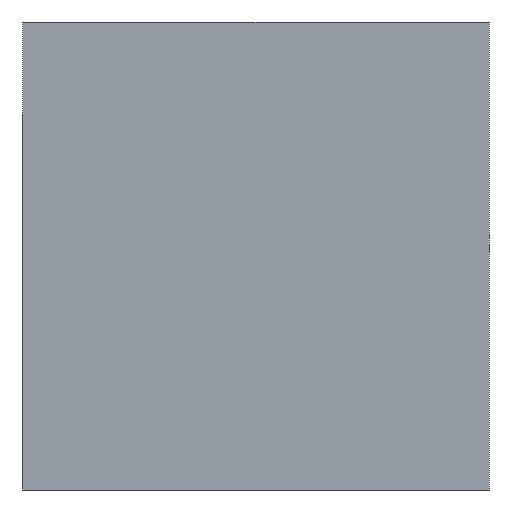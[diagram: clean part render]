
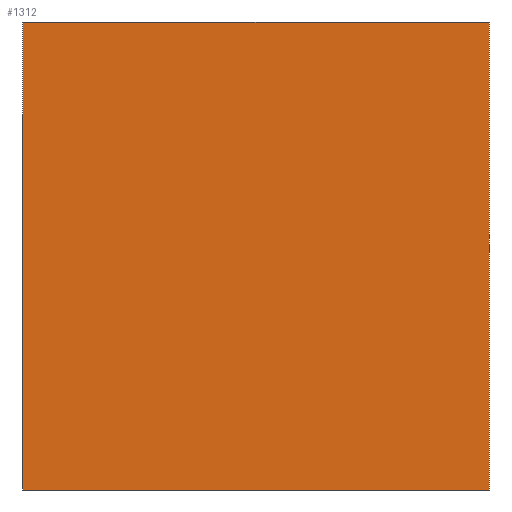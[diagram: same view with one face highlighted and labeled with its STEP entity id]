
A CAD part, front view. The second image highlights one B-rep face of the part: STEP entity #1312.
In plain terms, the highlighted planar face has unit normal (0, -1, 0).
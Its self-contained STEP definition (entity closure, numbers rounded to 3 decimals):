
#82=FACE_OUTER_BOUND('',#150,.T.);
#150=EDGE_LOOP('',(#1047,#1048,#1049,#1050));
#198=LINE('',#1967,#332);
#222=LINE('',#2047,#356);
#227=LINE('',#2058,#361);
#274=LINE('',#2181,#408);
#332=VECTOR('',#1553,10.);
#356=VECTOR('',#1615,10.);
#361=VECTOR('',#1624,10.);
#408=VECTOR('',#1761,10.);
#546=VERTEX_POINT('',#1965);
#547=VERTEX_POINT('',#1966);
#583=VERTEX_POINT('',#2043);
#588=VERTEX_POINT('',#2056);
#678=EDGE_CURVE('',#546,#547,#198,.T.);
#718=EDGE_CURVE('',#583,#547,#222,.T.);
#723=EDGE_CURVE('',#588,#546,#227,.T.);
#786=EDGE_CURVE('',#588,#583,#274,.T.);
#1047=ORIENTED_EDGE('',*,*,#786,.T.);
#1048=ORIENTED_EDGE('',*,*,#718,.T.);
#1049=ORIENTED_EDGE('',*,*,#678,.F.);
#1050=ORIENTED_EDGE('',*,*,#723,.F.);
#1260=PLANE('',#1451);
#1312=ADVANCED_FACE('',(#82),#1260,.T.);
#1451=AXIS2_PLACEMENT_3D('',#2180,#1759,#1760);
#1553=DIRECTION('',(1.,0.,0.));
#1615=DIRECTION('',(0.,0.,1.));
#1624=DIRECTION('',(0.,0.,1.));
#1759=DIRECTION('center_axis',(0.,-1.,0.));
#1760=DIRECTION('ref_axis',(1.,0.,0.));
#1761=DIRECTION('',(1.,0.,0.));
#1965=CARTESIAN_POINT('',(-3.005,1.258,10.));
#1966=CARTESIAN_POINT('',(6.97,1.258,10.));
#1967=CARTESIAN_POINT('',(-3.005,1.258,10.));
#2043=CARTESIAN_POINT('',(6.97,1.258,0.));
#2047=CARTESIAN_POINT('',(6.97,1.258,8.));
#2056=CARTESIAN_POINT('',(-3.005,1.258,0.));
#2058=CARTESIAN_POINT('',(-3.005,1.258,0.));
#2180=CARTESIAN_POINT('Origin',(-3.005,1.258,0.));
#2181=CARTESIAN_POINT('',(-3.005,1.258,0.));
